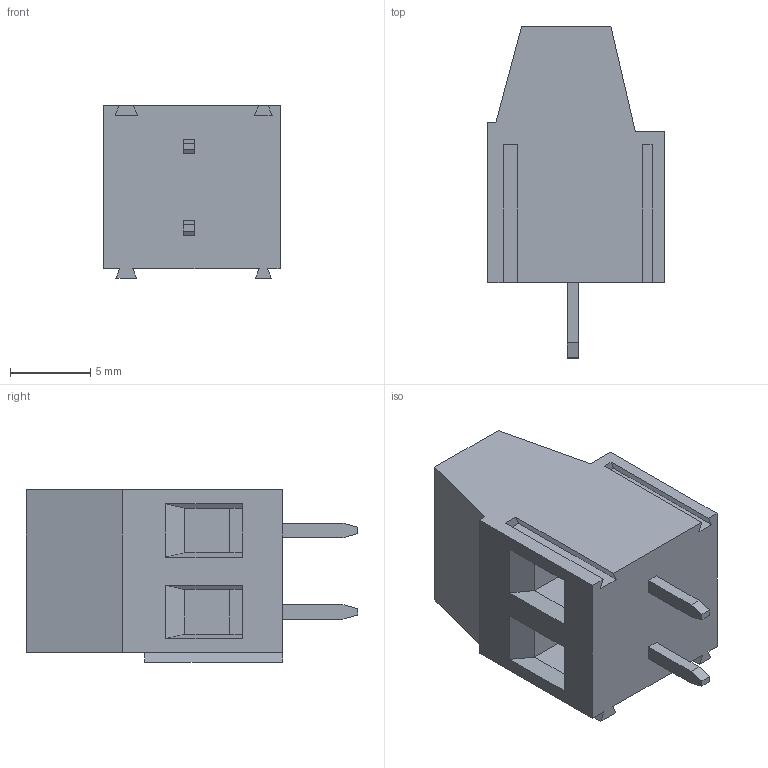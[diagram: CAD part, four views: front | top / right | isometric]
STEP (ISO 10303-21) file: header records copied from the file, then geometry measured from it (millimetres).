
FILE_DESCRIPTION(('STEP AP214'),'1');
FILE_NAME('MV252-5,08-V-B.stp','2018-01-16T16:49:44',(' '),(' '),'Spatial InterOp 3D',' ',' ');
FILE_SCHEMA(('automotive_design'));
Length unit declared in the file: metre
Products named in the file (1): 1
Bounding box: 11 x 20.7 x 10.76 mm (x, y, z)
Volume: 1299 mm3; surface area: 1203.7 mm2
Topology: 1 solids, 1 shells, 100 faces, 258 edges, 168 vertices
Faces by surface type: plane 98, cylinder 2
Full cylindrical faces by diameter (mm): 4 x2
Entity records: 3765 total; most frequent: CARTESIAN_POINT 521, ORIENTED_EDGE 508, DIRECTION 466, EDGE_CURVE 254, LINE 244, VECTOR 244, VERTEX_POINT 166, AXIS2_PLACEMENT_3D 111
